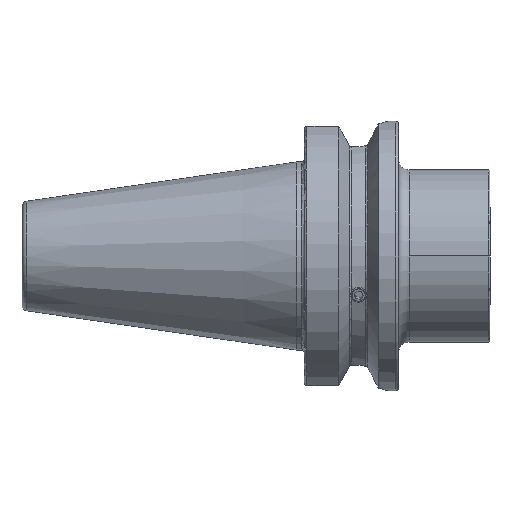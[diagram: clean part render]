
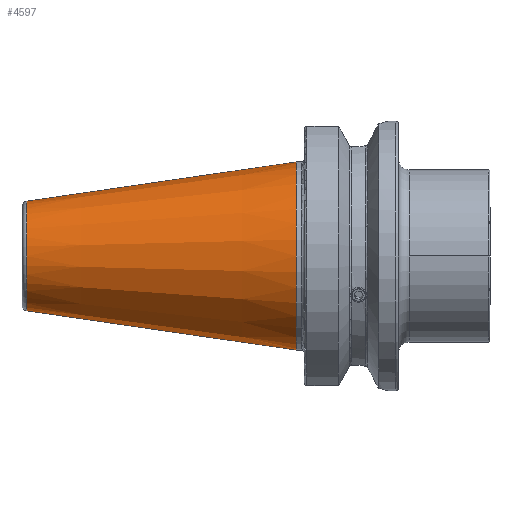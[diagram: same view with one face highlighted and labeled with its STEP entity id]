
A CAD part, front view. The second image highlights one B-rep face of the part: STEP entity #4597.
In plain terms, the highlighted conical face has half-angle 8.297 degrees and reference radius 34.925 mm.
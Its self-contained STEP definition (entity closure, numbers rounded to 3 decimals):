
#127 = CARTESIAN_POINT ( 'NONE',  ( 0., 0., -34.925 ) ) ;
#350 = CONICAL_SURFACE ( 'NONE', #1710, 34.925, 0.145 ) ;
#514 = FACE_OUTER_BOUND ( 'NONE', #2562, .T. ) ;
#685 = EDGE_CURVE ( 'NONE', #3804, #4760, #5586, .T. ) ;
#895 = CARTESIAN_POINT ( 'NONE',  ( -100.089, 0., 20.329 ) ) ;
#1222 = DIRECTION ( 'NONE',  ( -1., 0., 0. ) ) ;
#1533 = CARTESIAN_POINT ( 'NONE',  ( 0., 0., 34.925 ) ) ;
#1710 = AXIS2_PLACEMENT_3D ( 'NONE', #2802, #5325, #6372 ) ;
#1990 = ORIENTED_EDGE ( 'NONE', *, *, #3085, .F. ) ;
#2125 = ORIENTED_EDGE ( 'NONE', *, *, #685, .F. ) ;
#2167 = DIRECTION ( 'NONE',  ( 0.99, 0., -0.144 ) ) ;
#2370 = VECTOR ( 'NONE', #2167, 1000. ) ;
#2446 = EDGE_CURVE ( 'NONE', #3804, #4858, #3877, .T. ) ;
#2562 = EDGE_LOOP ( 'NONE', ( #1990, #2125, #6566, #2617 ) ) ;
#2597 = DIRECTION ( 'NONE',  ( -1., 0., 0. ) ) ;
#2617 = ORIENTED_EDGE ( 'NONE', *, *, #5097, .T. ) ;
#2678 = AXIS2_PLACEMENT_3D ( 'NONE', #4270, #1222, #4790 ) ;
#2802 = CARTESIAN_POINT ( 'NONE',  ( 0., 0., 0. ) ) ;
#2823 = CARTESIAN_POINT ( 'NONE',  ( 0., 0., 34.925 ) ) ;
#3085 = EDGE_CURVE ( 'NONE', #4760, #6541, #4811, .T. ) ;
#3804 = VERTEX_POINT ( 'NONE', #4406 ) ;
#3842 = DIRECTION ( 'NONE',  ( 0.99, 0., 0.144 ) ) ;
#3877 = LINE ( 'NONE', #127, #2370 ) ;
#4270 = CARTESIAN_POINT ( 'NONE',  ( -100.089, 0., 0. ) ) ;
#4406 = CARTESIAN_POINT ( 'NONE',  ( -100.089, 0., -20.329 ) ) ;
#4597 = ADVANCED_FACE ( 'NONE', ( #514 ), #350, .T. ) ;
#4760 = VERTEX_POINT ( 'NONE', #895 ) ;
#4790 = DIRECTION ( 'NONE',  ( 0., 0., 1. ) ) ;
#4811 = LINE ( 'NONE', #2823, #6166 ) ;
#4858 = VERTEX_POINT ( 'NONE', #5716 ) ;
#5097 = EDGE_CURVE ( 'NONE', #4858, #6541, #6414, .T. ) ;
#5325 = DIRECTION ( 'NONE',  ( 1., 0., 0. ) ) ;
#5586 = CIRCLE ( 'NONE', #2678, 20.329 ) ;
#5648 = CARTESIAN_POINT ( 'NONE',  ( 0., 0., 0. ) ) ;
#5716 = CARTESIAN_POINT ( 'NONE',  ( 0., 0., -34.925 ) ) ;
#6013 = AXIS2_PLACEMENT_3D ( 'NONE', #5648, #2597, #6185 ) ;
#6166 = VECTOR ( 'NONE', #3842, 1000. ) ;
#6185 = DIRECTION ( 'NONE',  ( 0., 0., 1. ) ) ;
#6372 = DIRECTION ( 'NONE',  ( 0., 0., -1. ) ) ;
#6414 = CIRCLE ( 'NONE', #6013, 34.925 ) ;
#6541 = VERTEX_POINT ( 'NONE', #1533 ) ;
#6566 = ORIENTED_EDGE ( 'NONE', *, *, #2446, .T. ) ;
